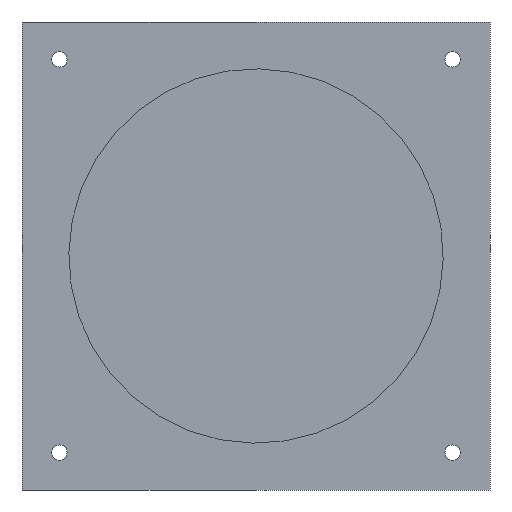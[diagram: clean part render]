
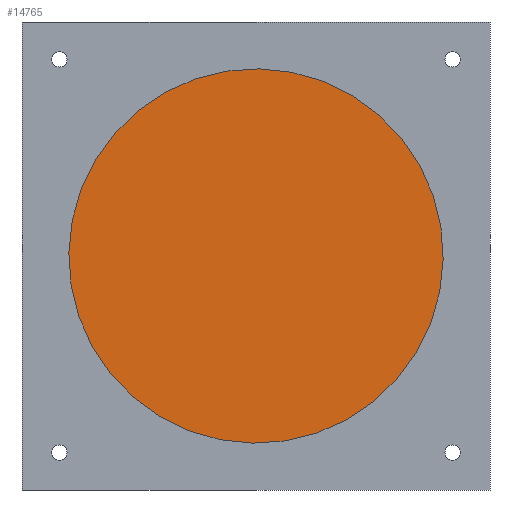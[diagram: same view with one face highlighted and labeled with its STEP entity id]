
A CAD part, front view. The second image highlights one B-rep face of the part: STEP entity #14765.
In plain terms, the highlighted face is planar.
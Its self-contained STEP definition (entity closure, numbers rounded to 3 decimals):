
#1308 = CARTESIAN_POINT ( 'NONE',  ( -3., 0., -100. ) ) ;
#8178 = AXIS2_PLACEMENT_3D ( 'NONE', #9486, #34721, #51171 ) ;
#8857 = DIRECTION ( 'NONE',  ( -1., 0., 0. ) ) ;
#9486 = CARTESIAN_POINT ( 'NONE',  ( -3., 0., 0. ) ) ;
#11857 = DIRECTION ( 'NONE',  ( 0., 0., 1. ) ) ;
#14765 = ADVANCED_FACE ( 'NONE', ( #40610 ), #43627, .T. ) ;
#24556 = AXIS2_PLACEMENT_3D ( 'NONE', #45471, #8857, #32786 ) ;
#26763 = EDGE_CURVE ( 'NONE', #29477, #34886, #30491, .T. ) ;
#29477 = VERTEX_POINT ( 'NONE', #42916 ) ;
#30491 = CIRCLE ( 'NONE', #8178, 100. ) ;
#32786 = DIRECTION ( 'NONE',  ( 0., 0., 1. ) ) ;
#34721 = DIRECTION ( 'NONE',  ( -1., 0., 0. ) ) ;
#34886 = VERTEX_POINT ( 'NONE', #1308 ) ;
#39554 = DIRECTION ( 'NONE',  ( -1., 0., 0. ) ) ;
#40610 = FACE_OUTER_BOUND ( 'NONE', #41614, .T. ) ;
#41288 = AXIS2_PLACEMENT_3D ( 'NONE', #51941, #39554, #11857 ) ;
#41614 = EDGE_LOOP ( 'NONE', ( #50564, #50231 ) ) ;
#42916 = CARTESIAN_POINT ( 'NONE',  ( -3., 0., 100. ) ) ;
#43627 = PLANE ( 'NONE',  #41288 ) ;
#43718 = EDGE_CURVE ( 'NONE', #34886, #29477, #52053, .T. ) ;
#45471 = CARTESIAN_POINT ( 'NONE',  ( -3., 0., 0. ) ) ;
#50231 = ORIENTED_EDGE ( 'NONE', *, *, #26763, .T. ) ;
#50564 = ORIENTED_EDGE ( 'NONE', *, *, #43718, .T. ) ;
#51171 = DIRECTION ( 'NONE',  ( 0., 0., 1. ) ) ;
#51941 = CARTESIAN_POINT ( 'NONE',  ( -3., 0., 0. ) ) ;
#52053 = CIRCLE ( 'NONE', #24556, 100. ) ;
